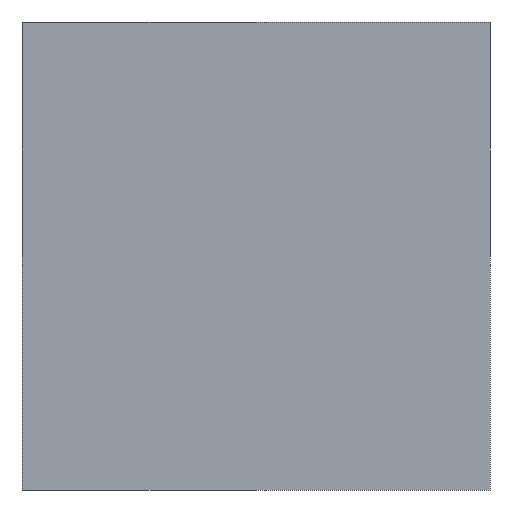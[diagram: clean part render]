
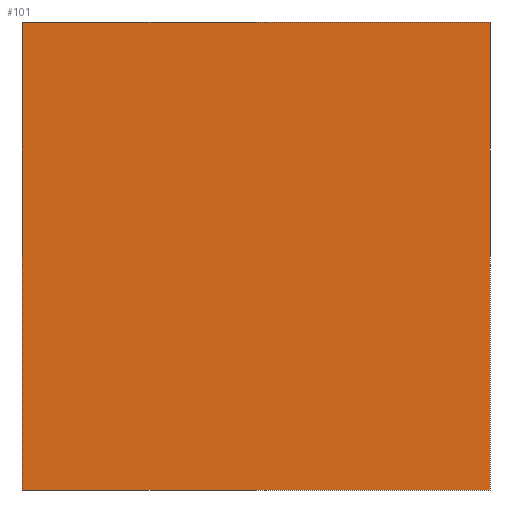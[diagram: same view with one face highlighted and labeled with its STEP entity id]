
A CAD part, front view. The second image highlights one B-rep face of the part: STEP entity #101.
In plain terms, the highlighted planar face has unit normal (0, -1, 0).
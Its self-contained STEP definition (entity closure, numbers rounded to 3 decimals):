
#62=CARTESIAN_POINT('POINT5',(-0.235,-0.156,-0.235));
#63=VERTEX_POINT('VERTEX5',#62);
#64=CARTESIAN_POINT('POINT6',(-0.235,-0.156,0.235));
#65=VERTEX_POINT('VERTEX6',#64);
#66=CARTESIAN_POINT('POS7',(-0.235,-0.156,0.235));
#67=DIRECTION('DIR11',(0.,0.,1.));
#68=VECTOR('VEC3',#67,1.);
#69=LINE('STRAIGHT3',#66,#68);
#70=EDGE_CURVE('EDGE7',#63,#65,#69,.T.);
#71=ORIENTED_EDGE('COEDGE11',*,*,#70,.F.);
#72=CARTESIAN_POINT('POINT7',(0.235,-0.156,-0.235));
#73=VERTEX_POINT('VERTEX7',#72);
#74=CARTESIAN_POINT('POS8',(-0.235,-0.156,-0.235));
#75=DIRECTION('DIR12',(-1.,0.,0.));
#76=VECTOR('VEC4',#75,1.);
#77=LINE('STRAIGHT4',#74,#76);
#78=EDGE_CURVE('EDGE8',#73,#63,#77,.T.);
#79=ORIENTED_EDGE('COEDGE12',*,*,#78,.F.);
#80=CARTESIAN_POINT('POINT8',(0.235,-0.156,0.235));
#81=VERTEX_POINT('VERTEX8',#80);
#82=CARTESIAN_POINT('POS9',(0.235,-0.156,-0.235));
#83=DIRECTION('DIR13',(0.,0.,-1.));
#84=VECTOR('VEC5',#83,1.);
#85=LINE('STRAIGHT5',#82,#84);
#86=EDGE_CURVE('EDGE9',#81,#73,#85,.T.);
#87=ORIENTED_EDGE('COEDGE13',*,*,#86,.F.);
#88=CARTESIAN_POINT('POS10',(0.235,-0.156,0.235));
#89=DIRECTION('DIR14',(1.,0.,0.));
#90=VECTOR('VEC6',#89,1.);
#91=LINE('STRAIGHT6',#88,#90);
#92=EDGE_CURVE('EDGE10',#65,#81,#91,.T.);
#93=ORIENTED_EDGE('COEDGE14',*,*,#92,.F.);
#94=EDGE_LOOP('NONE',(#71,#79,#87,#93));
#95=FACE_BOUND('LOOP1',#94,.T.);
#96=CARTESIAN_POINT('POS11',(0.,-0.156,0.));
#97=DIRECTION('DIR15',(0.,-1.,0.));
#98=DIRECTION('DIR16',(1.,0.,0.));
#99=AXIS2_PLACEMENT_3D('AXIS5',#96,#97,#98);
#100=PLANE('PLANE2',#99);
#101=ADVANCED_FACE('FACE4',(#95),#100,.T.);
